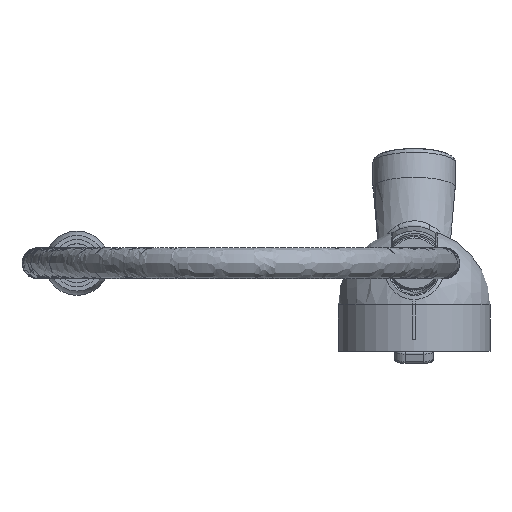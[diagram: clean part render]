
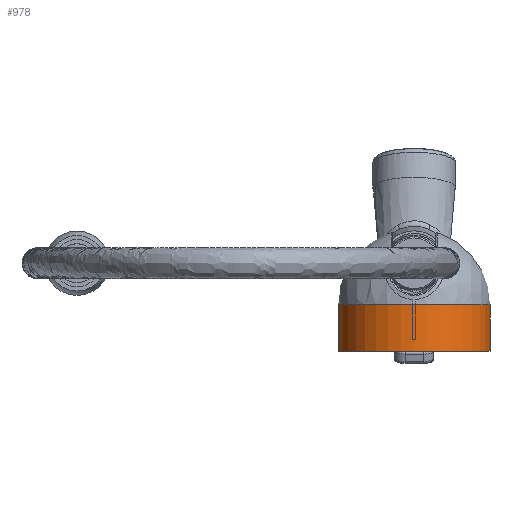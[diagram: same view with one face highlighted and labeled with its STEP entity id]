
A CAD part, front view. The second image highlights one B-rep face of the part: STEP entity #978.
In plain terms, the highlighted cylindrical face has radius 29.25 mm (diameter 58.5 mm), a full revolution.
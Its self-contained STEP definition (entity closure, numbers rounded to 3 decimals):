
#308 = EDGE_LOOP ( 'NONE', ( #9693 ) ) ;
#532 = FACE_OUTER_BOUND ( 'NONE', #308, .T. ) ;
#978 = ADVANCED_FACE ( 'NONE', ( #532, #10319 ), #9535, .T. ) ;
#1176 = DIRECTION ( 'NONE',  ( -1., 0., 0. ) ) ;
#1322 = DIRECTION ( 'NONE',  ( 0., 0., 1. ) ) ;
#1690 = DIRECTION ( 'NONE',  ( -1., 0., 0. ) ) ;
#1708 = DIRECTION ( 'NONE',  ( -1., 0., 0. ) ) ;
#3078 = CARTESIAN_POINT ( 'NONE',  ( 0., 0., 18. ) ) ;
#3730 = EDGE_LOOP ( 'NONE', ( #3857 ) ) ;
#3857 = ORIENTED_EDGE ( 'NONE', *, *, #4257, .F. ) ;
#4257 = EDGE_CURVE ( 'NONE', #9464, #9464, #9134, .T. ) ;
#5373 = CARTESIAN_POINT ( 'NONE',  ( 0., 0., 0. ) ) ;
#5398 = EDGE_CURVE ( 'NONE', #6790, #6790, #8880, .T. ) ;
#6790 = VERTEX_POINT ( 'NONE', #10039 ) ;
#8531 = CARTESIAN_POINT ( 'NONE',  ( 0., 0., 0. ) ) ;
#8670 = AXIS2_PLACEMENT_3D ( 'NONE', #8531, #8798, #1690 ) ;
#8798 = DIRECTION ( 'NONE',  ( 0., 0., 1. ) ) ;
#8880 = CIRCLE ( 'NONE', #8670, 29.25 ) ;
#9134 = CIRCLE ( 'NONE', #9752, 29.25 ) ;
#9464 = VERTEX_POINT ( 'NONE', #10499 ) ;
#9535 = CYLINDRICAL_SURFACE ( 'NONE', #10954, 29.25 ) ;
#9693 = ORIENTED_EDGE ( 'NONE', *, *, #5398, .T. ) ;
#9752 = AXIS2_PLACEMENT_3D ( 'NONE', #3078, #10107, #1176 ) ;
#10039 = CARTESIAN_POINT ( 'NONE',  ( -29.25, 0., 0. ) ) ;
#10107 = DIRECTION ( 'NONE',  ( 0., 0., 1. ) ) ;
#10319 = FACE_OUTER_BOUND ( 'NONE', #3730, .T. ) ;
#10499 = CARTESIAN_POINT ( 'NONE',  ( -29.25, 0., 18. ) ) ;
#10954 = AXIS2_PLACEMENT_3D ( 'NONE', #5373, #1322, #1708 ) ;
